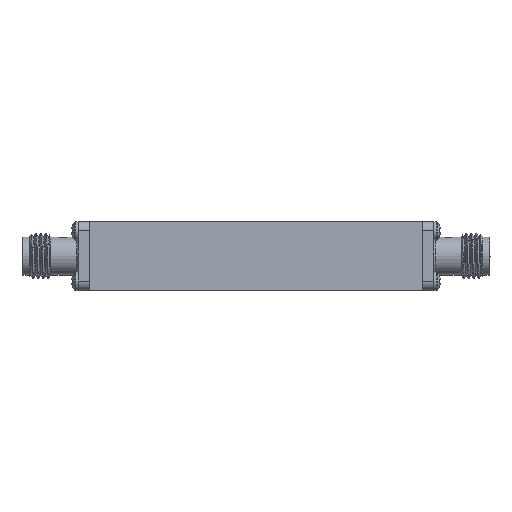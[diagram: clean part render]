
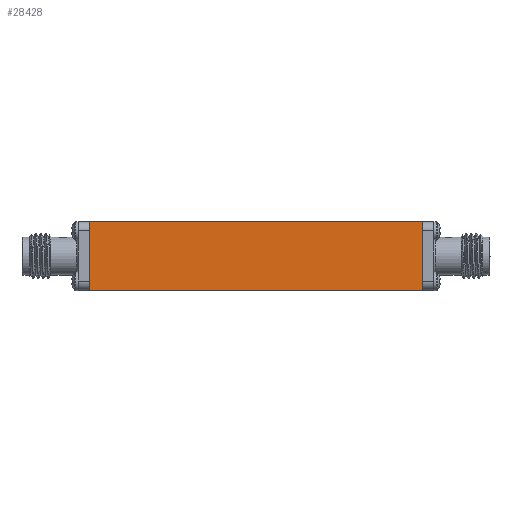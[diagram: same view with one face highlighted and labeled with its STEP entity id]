
A CAD part, front view. The second image highlights one B-rep face of the part: STEP entity #28428.
In plain terms, the highlighted planar face has unit normal (0, -1, 0).
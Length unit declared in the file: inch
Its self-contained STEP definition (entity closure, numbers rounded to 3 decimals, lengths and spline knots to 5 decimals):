
#117 = DIRECTION ( 'NONE',  ( 1., 0., 0. ) ) ;
#526 = DIRECTION ( 'NONE',  ( 0., 0., 1. ) ) ;
#863 = PLANE ( 'NONE',  #20909 ) ;
#944 = ORIENTED_EDGE ( 'NONE', *, *, #28541, .F. ) ;
#2241 = CARTESIAN_POINT ( 'NONE',  ( -0.92, -0.295, -0.19 ) ) ;
#2928 = EDGE_CURVE ( 'NONE', #12498, #34998, #27254, .T. ) ;
#3915 = LINE ( 'NONE', #4593, #26112 ) ;
#4593 = CARTESIAN_POINT ( 'NONE',  ( 0.92, -0.295, 0.19 ) ) ;
#4686 = LINE ( 'NONE', #24320, #13574 ) ;
#5544 = ORIENTED_EDGE ( 'NONE', *, *, #9013, .F. ) ;
#5748 = VECTOR ( 'NONE', #28307, 39.37008 ) ;
#8250 = CARTESIAN_POINT ( 'NONE',  ( -0.92, -0.295, 0.19 ) ) ;
#8327 = LINE ( 'NONE', #24668, #12141 ) ;
#9013 = EDGE_CURVE ( 'NONE', #12498, #15262, #4686, .T. ) ;
#9612 = VERTEX_POINT ( 'NONE', #11663 ) ;
#11663 = CARTESIAN_POINT ( 'NONE',  ( 0.92, -0.295, -0.19 ) ) ;
#12141 = VECTOR ( 'NONE', #36918, 39.37008 ) ;
#12498 = VERTEX_POINT ( 'NONE', #8250 ) ;
#12549 = CARTESIAN_POINT ( 'NONE',  ( -0.92, -0.295, 0.19 ) ) ;
#13574 = VECTOR ( 'NONE', #117, 39.37008 ) ;
#15262 = VERTEX_POINT ( 'NONE', #20238 ) ;
#20238 = CARTESIAN_POINT ( 'NONE',  ( 0.92, -0.295, 0.19 ) ) ;
#20909 = AXIS2_PLACEMENT_3D ( 'NONE', #29209, #41182, #526 ) ;
#24320 = CARTESIAN_POINT ( 'NONE',  ( -0.92, -0.295, 0.19 ) ) ;
#24668 = CARTESIAN_POINT ( 'NONE',  ( -0.92, -0.295, -0.19 ) ) ;
#24908 = ORIENTED_EDGE ( 'NONE', *, *, #2928, .T. ) ;
#25098 = DIRECTION ( 'NONE',  ( 0., 0., -1. ) ) ;
#26112 = VECTOR ( 'NONE', #25098, 39.37008 ) ;
#27251 = ORIENTED_EDGE ( 'NONE', *, *, #39333, .T. ) ;
#27254 = LINE ( 'NONE', #12549, #5748 ) ;
#28307 = DIRECTION ( 'NONE',  ( 0., 0., -1. ) ) ;
#28428 = ADVANCED_FACE ( 'NONE', ( #39427 ), #863, .F. ) ;
#28541 = EDGE_CURVE ( 'NONE', #15262, #9612, #3915, .T. ) ;
#29209 = CARTESIAN_POINT ( 'NONE',  ( -0.92, -0.295, 0.19 ) ) ;
#34998 = VERTEX_POINT ( 'NONE', #2241 ) ;
#36918 = DIRECTION ( 'NONE',  ( 1., 0., 0. ) ) ;
#39333 = EDGE_CURVE ( 'NONE', #34998, #9612, #8327, .T. ) ;
#39427 = FACE_OUTER_BOUND ( 'NONE', #47124, .T. ) ;
#41182 = DIRECTION ( 'NONE',  ( 0., 1., 0. ) ) ;
#47124 = EDGE_LOOP ( 'NONE', ( #27251, #944, #5544, #24908 ) ) ;
